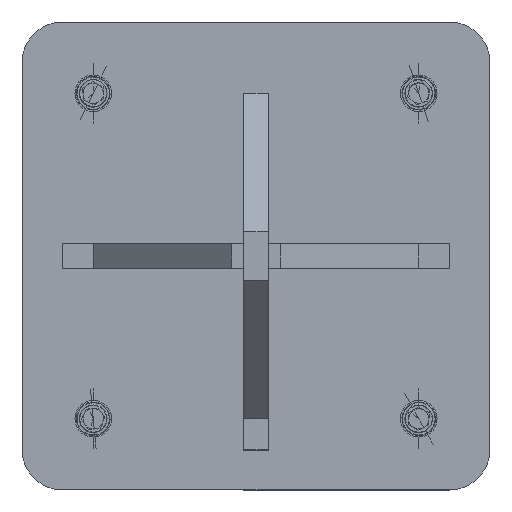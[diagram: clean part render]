
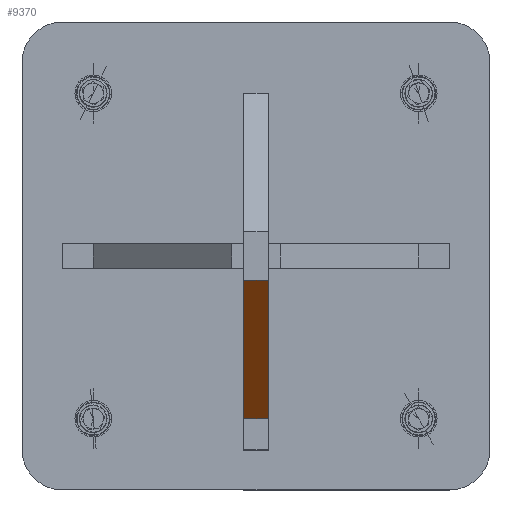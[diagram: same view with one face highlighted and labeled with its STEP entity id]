
A CAD part, front view. The second image highlights one B-rep face of the part: STEP entity #9370.
In plain terms, the highlighted planar face has unit normal (0, -0.707, -0.707).
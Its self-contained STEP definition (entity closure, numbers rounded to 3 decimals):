
#121 = LINE ( 'NONE', #4159, #6056 ) ;
#785 = CARTESIAN_POINT ( 'NONE',  ( -6., -800., -14.194 ) ) ;
#811 = ORIENTED_EDGE ( 'NONE', *, *, #7208, .F. ) ;
#839 = CARTESIAN_POINT ( 'NONE',  ( -6., -407.097, -407.097 ) ) ;
#851 = CARTESIAN_POINT ( 'NONE',  ( 0., -800., -14.194 ) ) ;
#865 = ORIENTED_EDGE ( 'NONE', *, *, #11031, .F. ) ;
#1656 = ORIENTED_EDGE ( 'NONE', *, *, #10198, .F. ) ;
#1938 = DIRECTION ( 'NONE',  ( 0., -0.707, 0.707 ) ) ;
#2415 = LINE ( 'NONE', #3566, #3578 ) ;
#2640 = CARTESIAN_POINT ( 'NONE',  ( 0., -766., -48.194 ) ) ;
#3052 = FACE_OUTER_BOUND ( 'NONE', #12312, .T. ) ;
#3195 = CARTESIAN_POINT ( 'NONE',  ( 0., -800., -14.194 ) ) ;
#3566 = CARTESIAN_POINT ( 'NONE',  ( -6., -800., -14.194 ) ) ;
#3578 = VECTOR ( 'NONE', #4451, 1000. ) ;
#3973 = VERTEX_POINT ( 'NONE', #851 ) ;
#4159 = CARTESIAN_POINT ( 'NONE',  ( -6., -766., -48.194 ) ) ;
#4451 = DIRECTION ( 'NONE',  ( 1., 0., 0. ) ) ;
#4618 = VECTOR ( 'NONE', #11503, 1000. ) ;
#6025 = DIRECTION ( 'NONE',  ( 0., 0.707, 0.707 ) ) ;
#6029 = VERTEX_POINT ( 'NONE', #12147 ) ;
#6056 = VECTOR ( 'NONE', #12471, 1000. ) ;
#6363 = ORIENTED_EDGE ( 'NONE', *, *, #12305, .F. ) ;
#6792 = VECTOR ( 'NONE', #1938, 1000. ) ;
#7208 = EDGE_CURVE ( 'NONE', #6029, #3973, #2415, .T. ) ;
#7283 = LINE ( 'NONE', #3195, #4618 ) ;
#8010 = PLANE ( 'NONE',  #12189 ) ;
#9139 = VERTEX_POINT ( 'NONE', #2640 ) ;
#9370 = ADVANCED_FACE ( 'NONE', ( #3052 ), #8010, .F. ) ;
#10198 = EDGE_CURVE ( 'NONE', #3973, #9139, #7283, .T. ) ;
#10245 = LINE ( 'NONE', #839, #6792 ) ;
#10850 = CARTESIAN_POINT ( 'NONE',  ( -6., -766., -48.194 ) ) ;
#11031 = EDGE_CURVE ( 'NONE', #11331, #6029, #10245, .T. ) ;
#11331 = VERTEX_POINT ( 'NONE', #10850 ) ;
#11503 = DIRECTION ( 'NONE',  ( 0., 0.707, -0.707 ) ) ;
#12147 = CARTESIAN_POINT ( 'NONE',  ( -6., -800., -14.194 ) ) ;
#12189 = AXIS2_PLACEMENT_3D ( 'NONE', #785, #6025, #12373 ) ;
#12305 = EDGE_CURVE ( 'NONE', #9139, #11331, #121, .T. ) ;
#12312 = EDGE_LOOP ( 'NONE', ( #865, #6363, #1656, #811 ) ) ;
#12373 = DIRECTION ( 'NONE',  ( 1., 0., 0. ) ) ;
#12471 = DIRECTION ( 'NONE',  ( -1., 0., 0. ) ) ;
